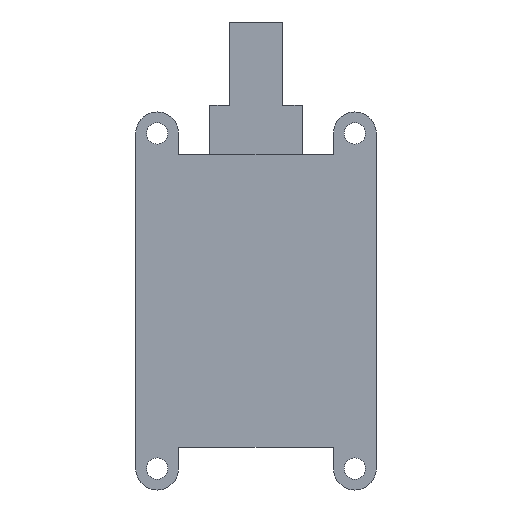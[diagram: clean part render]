
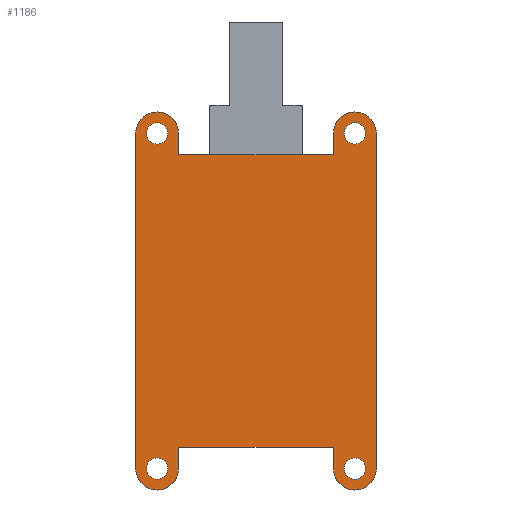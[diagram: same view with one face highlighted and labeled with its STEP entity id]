
A CAD part, front view. The second image highlights one B-rep face of the part: STEP entity #1186.
In plain terms, the highlighted planar face has unit normal (0, -1, 0).
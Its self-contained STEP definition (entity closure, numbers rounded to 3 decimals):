
#31=CIRCLE('',#1278,1.1);
#32=CIRCLE('',#1283,2.2);
#33=CIRCLE('',#1286,2.2);
#34=CIRCLE('',#1287,2.2);
#35=CIRCLE('',#1288,2.2);
#36=CIRCLE('',#1289,1.1);
#37=CIRCLE('',#1290,1.1);
#38=CIRCLE('',#1291,1.1);
#74=FACE_BOUND('',#206,.T.);
#75=FACE_BOUND('',#207,.T.);
#76=FACE_BOUND('',#208,.T.);
#77=FACE_BOUND('',#209,.T.);
#132=FACE_OUTER_BOUND('',#205,.T.);
#205=EDGE_LOOP('',(#996,#997,#998,#999,#1000,#1001,#1002,#1003,#1004,#1005,
#1006,#1007));
#206=EDGE_LOOP('',(#1008));
#207=EDGE_LOOP('',(#1009));
#208=EDGE_LOOP('',(#1010));
#209=EDGE_LOOP('',(#1011));
#318=LINE('',#1862,#450);
#321=LINE('',#1868,#453);
#325=LINE('',#1877,#457);
#333=LINE('',#1894,#465);
#334=LINE('',#1897,#466);
#335=LINE('',#1899,#467);
#336=LINE('',#1903,#468);
#337=LINE('',#1906,#469);
#450=VECTOR('',#1525,10.);
#453=VECTOR('',#1530,10.);
#457=VECTOR('',#1536,10.);
#465=VECTOR('',#1552,10.);
#466=VECTOR('',#1555,10.);
#467=VECTOR('',#1556,10.);
#468=VECTOR('',#1559,10.);
#469=VECTOR('',#1562,10.);
#565=VERTEX_POINT('',#1855);
#566=VERTEX_POINT('',#1859);
#567=VERTEX_POINT('',#1861);
#569=VERTEX_POINT('',#1867);
#572=VERTEX_POINT('',#1874);
#573=VERTEX_POINT('',#1876);
#574=VERTEX_POINT('',#1880);
#578=VERTEX_POINT('',#1893);
#579=VERTEX_POINT('',#1895);
#580=VERTEX_POINT('',#1898);
#581=VERTEX_POINT('',#1900);
#582=VERTEX_POINT('',#1902);
#583=VERTEX_POINT('',#1904);
#584=VERTEX_POINT('',#1907);
#585=VERTEX_POINT('',#1909);
#586=VERTEX_POINT('',#1911);
#706=EDGE_CURVE('',#565,#565,#31,.T.);
#709=EDGE_CURVE('',#567,#566,#318,.T.);
#712=EDGE_CURVE('',#569,#567,#321,.T.);
#716=EDGE_CURVE('',#573,#572,#325,.T.);
#719=EDGE_CURVE('',#566,#574,#32,.T.);
#725=EDGE_CURVE('',#574,#578,#333,.T.);
#726=EDGE_CURVE('',#578,#579,#33,.T.);
#727=EDGE_CURVE('',#579,#573,#334,.T.);
#728=EDGE_CURVE('',#572,#580,#335,.T.);
#729=EDGE_CURVE('',#580,#581,#34,.T.);
#730=EDGE_CURVE('',#581,#582,#336,.T.);
#731=EDGE_CURVE('',#582,#583,#35,.T.);
#732=EDGE_CURVE('',#583,#569,#337,.T.);
#733=EDGE_CURVE('',#584,#584,#36,.T.);
#734=EDGE_CURVE('',#585,#585,#37,.T.);
#735=EDGE_CURVE('',#586,#586,#38,.T.);
#996=ORIENTED_EDGE('',*,*,#719,.T.);
#997=ORIENTED_EDGE('',*,*,#725,.T.);
#998=ORIENTED_EDGE('',*,*,#726,.T.);
#999=ORIENTED_EDGE('',*,*,#727,.T.);
#1000=ORIENTED_EDGE('',*,*,#716,.T.);
#1001=ORIENTED_EDGE('',*,*,#728,.T.);
#1002=ORIENTED_EDGE('',*,*,#729,.T.);
#1003=ORIENTED_EDGE('',*,*,#730,.T.);
#1004=ORIENTED_EDGE('',*,*,#731,.T.);
#1005=ORIENTED_EDGE('',*,*,#732,.T.);
#1006=ORIENTED_EDGE('',*,*,#712,.T.);
#1007=ORIENTED_EDGE('',*,*,#709,.T.);
#1008=ORIENTED_EDGE('',*,*,#706,.T.);
#1009=ORIENTED_EDGE('',*,*,#733,.T.);
#1010=ORIENTED_EDGE('',*,*,#734,.T.);
#1011=ORIENTED_EDGE('',*,*,#735,.T.);
#1129=PLANE('',#1285);
#1186=ADVANCED_FACE('',(#132,#74,#75,#76,#77),#1129,.F.);
#1278=AXIS2_PLACEMENT_3D('',#1856,#1519,#1520);
#1283=AXIS2_PLACEMENT_3D('',#1882,#1541,#1542);
#1285=AXIS2_PLACEMENT_3D('',#1892,#1550,#1551);
#1286=AXIS2_PLACEMENT_3D('',#1896,#1553,#1554);
#1287=AXIS2_PLACEMENT_3D('',#1901,#1557,#1558);
#1288=AXIS2_PLACEMENT_3D('',#1905,#1560,#1561);
#1289=AXIS2_PLACEMENT_3D('',#1908,#1563,#1564);
#1290=AXIS2_PLACEMENT_3D('',#1910,#1565,#1566);
#1291=AXIS2_PLACEMENT_3D('',#1912,#1567,#1568);
#1519=DIRECTION('center_axis',(0.,1.,0.));
#1520=DIRECTION('ref_axis',(1.,0.,0.));
#1525=DIRECTION('',(0.,0.,1.));
#1530=DIRECTION('',(-1.,0.,0.));
#1536=DIRECTION('',(1.,0.,0.));
#1541=DIRECTION('center_axis',(0.,-1.,0.));
#1542=DIRECTION('ref_axis',(-1.,0.,0.));
#1550=DIRECTION('center_axis',(0.,1.,0.));
#1551=DIRECTION('ref_axis',(1.,0.,0.));
#1552=DIRECTION('',(0.,0.,-1.));
#1553=DIRECTION('center_axis',(0.,-1.,0.));
#1554=DIRECTION('ref_axis',(1.,0.,0.));
#1555=DIRECTION('',(0.,0.,1.));
#1556=DIRECTION('',(0.,0.,-1.));
#1557=DIRECTION('center_axis',(0.,-1.,0.));
#1558=DIRECTION('ref_axis',(1.,0.,0.));
#1559=DIRECTION('',(0.,0.,1.));
#1560=DIRECTION('center_axis',(0.,-1.,0.));
#1561=DIRECTION('ref_axis',(-1.,0.,0.));
#1562=DIRECTION('',(0.,0.,-1.));
#1563=DIRECTION('center_axis',(0.,1.,0.));
#1564=DIRECTION('ref_axis',(1.,0.,0.));
#1565=DIRECTION('center_axis',(0.,1.,0.));
#1566=DIRECTION('ref_axis',(1.,0.,0.));
#1567=DIRECTION('center_axis',(0.,1.,0.));
#1568=DIRECTION('ref_axis',(1.,0.,0.));
#1855=CARTESIAN_POINT('',(-11.24,-1.,2.2));
#1856=CARTESIAN_POINT('Origin',(-10.14,-1.,2.2));
#1859=CARTESIAN_POINT('',(-7.94,-1.,2.2));
#1861=CARTESIAN_POINT('',(-7.94,-1.,0.));
#1862=CARTESIAN_POINT('',(-7.94,-1.,2.2));
#1867=CARTESIAN_POINT('',(7.94,-1.,0.));
#1868=CARTESIAN_POINT('',(-12.34,-1.,0.));
#1874=CARTESIAN_POINT('',(7.94,-1.,-30.));
#1876=CARTESIAN_POINT('',(-7.94,-1.,-30.));
#1877=CARTESIAN_POINT('',(12.34,-1.,-30.));
#1880=CARTESIAN_POINT('',(-12.34,-1.,2.2));
#1882=CARTESIAN_POINT('Origin',(-10.14,-1.,2.2));
#1892=CARTESIAN_POINT('Origin',(0.,-1.,-15.));
#1893=CARTESIAN_POINT('',(-12.34,-1.,-32.2));
#1894=CARTESIAN_POINT('',(-12.34,-1.,-30.));
#1895=CARTESIAN_POINT('',(-7.94,-1.,-32.2));
#1896=CARTESIAN_POINT('Origin',(-10.14,-1.,-32.2));
#1897=CARTESIAN_POINT('',(-7.94,-1.,-32.2));
#1898=CARTESIAN_POINT('',(7.94,-1.,-32.2));
#1899=CARTESIAN_POINT('',(7.94,-1.,-32.2));
#1900=CARTESIAN_POINT('',(12.34,-1.,-32.2));
#1901=CARTESIAN_POINT('Origin',(10.14,-1.,-32.2));
#1902=CARTESIAN_POINT('',(12.34,-1.,2.2));
#1903=CARTESIAN_POINT('',(12.34,-1.,2.2));
#1904=CARTESIAN_POINT('',(7.94,-1.,2.2));
#1905=CARTESIAN_POINT('Origin',(10.14,-1.,2.2));
#1906=CARTESIAN_POINT('',(7.94,-1.,2.2));
#1907=CARTESIAN_POINT('',(-11.24,-1.,-32.2));
#1908=CARTESIAN_POINT('Origin',(-10.14,-1.,-32.2));
#1909=CARTESIAN_POINT('',(9.04,-1.,-32.2));
#1910=CARTESIAN_POINT('Origin',(10.14,-1.,-32.2));
#1911=CARTESIAN_POINT('',(9.04,-1.,2.2));
#1912=CARTESIAN_POINT('Origin',(10.14,-1.,2.2));
